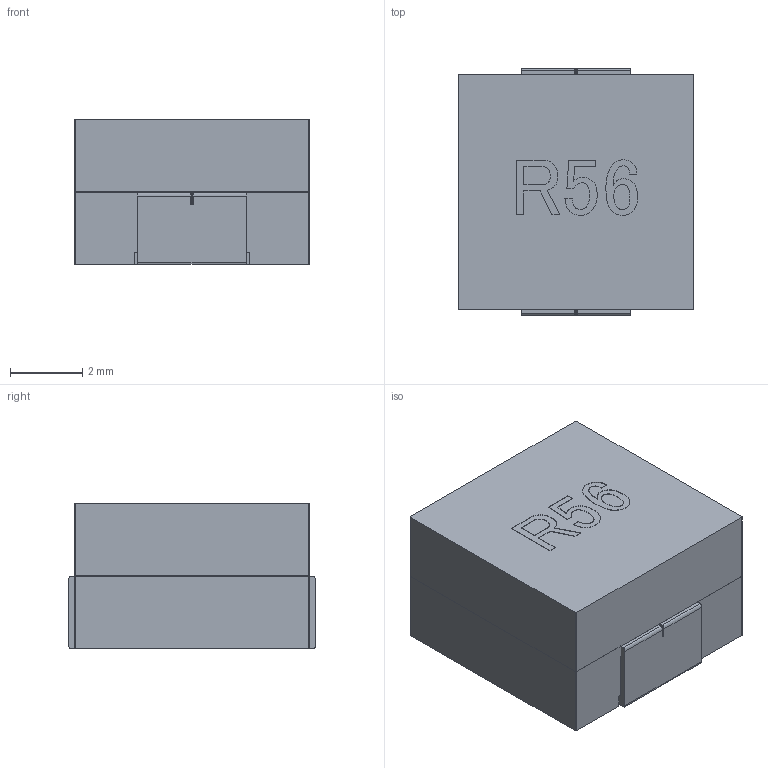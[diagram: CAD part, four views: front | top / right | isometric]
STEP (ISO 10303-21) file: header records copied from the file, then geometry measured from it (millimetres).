
FILE_DESCRIPTION( ('This file contains a STEP AP42 implementation' ,'as created by ZW3D STEP Interface translator.') ,'2;1' );
FILE_NAME( 'HP0604.stp' ,'14 925.103057', (''), ('ZWCAD Software Co.'), 'Version 1.0', 'ZW3D to STEP translator', '' );
FILE_SCHEMA( ('CONFIG_CONTROL_DESIGN') );
Length unit declared in the file: millimetre
Products named in the file (1): 0
Bounding box: 6.5 x 6.8 x 4 mm (x, y, z)
Volume: 171.7 mm3; surface area: 328.1 mm2
Topology: 4 solids, 4 shells, 163 faces, 434 edges, 284 vertices
Faces by surface type: bspline 163
Entity records: 13910 total; most frequent: CARTESIAN_POINT 11288, ORIENTED_EDGE 868, EDGE_CURVE 434, B_SPLINE_CURVE_WITH_KNOTS 384, VERTEX_POINT 284, EDGE_LOOP 168, FACE_OUTER_BOUND 163, ADVANCED_FACE 163
